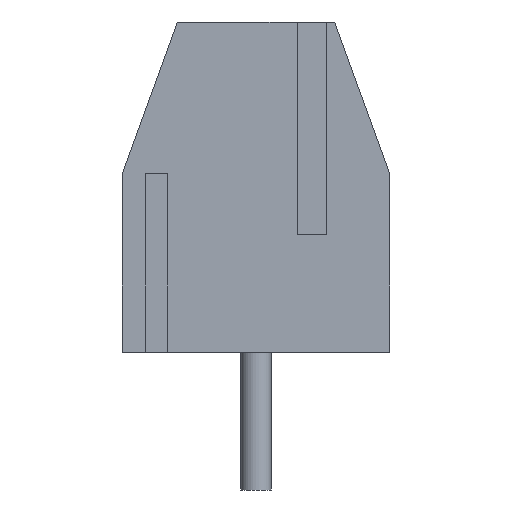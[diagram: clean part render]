
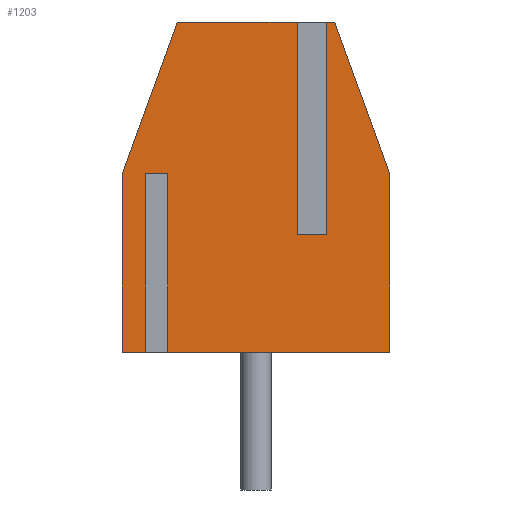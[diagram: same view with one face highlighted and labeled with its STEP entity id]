
A CAD part, left-side view. The second image highlights one B-rep face of the part: STEP entity #1203.
In plain terms, the highlighted planar face has unit normal (-1, 0, 0).
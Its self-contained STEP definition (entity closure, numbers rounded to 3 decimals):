
#1147=AXIS2_PLACEMENT_3D('Plane Axis2P3D',#1144,#1145,#1146) ;
#200=CARTESIAN_POINT('Vertex',(0.45,6.8,3.5)) ;
#247=CARTESIAN_POINT('Vertex',(0.45,0.,3.5)) ;
#250=CARTESIAN_POINT('Line Origine',(0.45,2.825,3.5)) ;
#254=CARTESIAN_POINT('Vertex',(0.45,5.65,3.5)) ;
#303=CARTESIAN_POINT('Vertex',(0.45,6.2,3.5)) ;
#306=CARTESIAN_POINT('Line Origine',(0.45,6.5,3.5)) ;
#433=CARTESIAN_POINT('Line Origine',(0.45,6.8,5.775)) ;
#437=CARTESIAN_POINT('Vertex',(0.45,6.8,8.05)) ;
#458=CARTESIAN_POINT('Line Origine',(0.45,6.1,9.975)) ;
#462=CARTESIAN_POINT('Vertex',(0.45,5.4,11.9)) ;
#483=CARTESIAN_POINT('Line Origine',(0.45,3.825,11.9)) ;
#487=CARTESIAN_POINT('Vertex',(0.45,2.25,11.9)) ;
#536=CARTESIAN_POINT('Vertex',(0.45,1.7,11.9)) ;
#539=CARTESIAN_POINT('Line Origine',(0.45,1.55,11.9)) ;
#543=CARTESIAN_POINT('Vertex',(0.45,1.4,11.9)) ;
#835=CARTESIAN_POINT('Line Origine',(0.45,0.7,9.975)) ;
#839=CARTESIAN_POINT('Vertex',(0.45,0.,8.05)) ;
#860=CARTESIAN_POINT('Line Origine',(0.45,0.,5.775)) ;
#1144=CARTESIAN_POINT('Axis2P3D Location',(0.45,0.,0.)) ;
#1149=CARTESIAN_POINT('Line Origine',(0.45,1.7,9.2)) ;
#1153=CARTESIAN_POINT('Vertex',(0.45,1.7,6.5)) ;
#1156=CARTESIAN_POINT('Line Origine',(0.45,1.975,6.5)) ;
#1160=CARTESIAN_POINT('Vertex',(0.45,2.25,6.5)) ;
#1163=CARTESIAN_POINT('Line Origine',(0.45,2.25,9.2)) ;
#1168=CARTESIAN_POINT('Line Origine',(0.45,6.2,5.775)) ;
#1172=CARTESIAN_POINT('Vertex',(0.45,6.2,8.05)) ;
#1175=CARTESIAN_POINT('Line Origine',(0.45,5.925,8.05)) ;
#1179=CARTESIAN_POINT('Vertex',(0.45,5.65,8.05)) ;
#1182=CARTESIAN_POINT('Line Origine',(0.45,5.65,5.775)) ;
#251=DIRECTION('Vector Direction',(0.,1.,0.)) ;
#307=DIRECTION('Vector Direction',(0.,1.,0.)) ;
#434=DIRECTION('Vector Direction',(0.,0.,1.)) ;
#459=DIRECTION('Vector Direction',(0.,-0.342,0.94)) ;
#484=DIRECTION('Vector Direction',(0.,-1.,0.)) ;
#540=DIRECTION('Vector Direction',(0.,-1.,0.)) ;
#836=DIRECTION('Vector Direction',(0.,-0.342,-0.94)) ;
#861=DIRECTION('Vector Direction',(0.,0.,-1.)) ;
#1145=DIRECTION('Axis2P3D Direction',(-1.,0.,0.)) ;
#1146=DIRECTION('Axis2P3D XDirection',(0.,0.,1.)) ;
#1150=DIRECTION('Vector Direction',(0.,0.,1.)) ;
#1157=DIRECTION('Vector Direction',(0.,1.,0.)) ;
#1164=DIRECTION('Vector Direction',(0.,0.,1.)) ;
#1169=DIRECTION('Vector Direction',(0.,0.,1.)) ;
#1176=DIRECTION('Vector Direction',(0.,1.,0.)) ;
#1183=DIRECTION('Vector Direction',(0.,0.,1.)) ;
#252=VECTOR('Line Direction',#251,1.) ;
#308=VECTOR('Line Direction',#307,1.) ;
#435=VECTOR('Line Direction',#434,1.) ;
#460=VECTOR('Line Direction',#459,1.) ;
#485=VECTOR('Line Direction',#484,1.) ;
#541=VECTOR('Line Direction',#540,1.) ;
#837=VECTOR('Line Direction',#836,1.) ;
#862=VECTOR('Line Direction',#861,1.) ;
#1151=VECTOR('Line Direction',#1150,1.) ;
#1158=VECTOR('Line Direction',#1157,1.) ;
#1165=VECTOR('Line Direction',#1164,1.) ;
#1170=VECTOR('Line Direction',#1169,1.) ;
#1177=VECTOR('Line Direction',#1176,1.) ;
#1184=VECTOR('Line Direction',#1183,1.) ;
#1188=ORIENTED_EDGE('',*,*,#256,.T.) ;
#1189=ORIENTED_EDGE('',*,*,#864,.T.) ;
#1190=ORIENTED_EDGE('',*,*,#841,.T.) ;
#1191=ORIENTED_EDGE('',*,*,#545,.T.) ;
#1192=ORIENTED_EDGE('',*,*,#1155,.F.) ;
#1193=ORIENTED_EDGE('',*,*,#1162,.T.) ;
#1194=ORIENTED_EDGE('',*,*,#1167,.T.) ;
#1195=ORIENTED_EDGE('',*,*,#489,.T.) ;
#1196=ORIENTED_EDGE('',*,*,#464,.T.) ;
#1197=ORIENTED_EDGE('',*,*,#439,.T.) ;
#1198=ORIENTED_EDGE('',*,*,#310,.T.) ;
#1199=ORIENTED_EDGE('',*,*,#1174,.T.) ;
#1200=ORIENTED_EDGE('',*,*,#1181,.T.) ;
#1201=ORIENTED_EDGE('',*,*,#1186,.F.) ;
#1203=ADVANCED_FACE('HOUSING',(#1202),#1148,.T.) ;
#256=EDGE_CURVE('',#255,#248,#253,.F.) ;
#310=EDGE_CURVE('',#201,#304,#309,.F.) ;
#439=EDGE_CURVE('',#438,#201,#436,.F.) ;
#464=EDGE_CURVE('',#463,#438,#461,.F.) ;
#489=EDGE_CURVE('',#488,#463,#486,.F.) ;
#545=EDGE_CURVE('',#544,#537,#542,.F.) ;
#841=EDGE_CURVE('',#840,#544,#838,.F.) ;
#864=EDGE_CURVE('',#248,#840,#863,.F.) ;
#1155=EDGE_CURVE('',#1154,#537,#1152,.T.) ;
#1162=EDGE_CURVE('',#1154,#1161,#1159,.T.) ;
#1167=EDGE_CURVE('',#1161,#488,#1166,.T.) ;
#1174=EDGE_CURVE('',#304,#1173,#1171,.T.) ;
#1181=EDGE_CURVE('',#1173,#1180,#1178,.F.) ;
#1186=EDGE_CURVE('',#255,#1180,#1185,.T.) ;
#1187=EDGE_LOOP('',(#1188,#1189,#1190,#1191,#1192,#1193,#1194,#1195,#1196,#1197,#1198,#1199,#1200,#1201)) ;
#1202=FACE_OUTER_BOUND('',#1187,.T.) ;
#253=LINE('Line',#250,#252) ;
#309=LINE('Line',#306,#308) ;
#436=LINE('Line',#433,#435) ;
#461=LINE('Line',#458,#460) ;
#486=LINE('Line',#483,#485) ;
#542=LINE('Line',#539,#541) ;
#838=LINE('Line',#835,#837) ;
#863=LINE('Line',#860,#862) ;
#1152=LINE('Line',#1149,#1151) ;
#1159=LINE('Line',#1156,#1158) ;
#1166=LINE('Line',#1163,#1165) ;
#1171=LINE('Line',#1168,#1170) ;
#1178=LINE('Line',#1175,#1177) ;
#1185=LINE('Line',#1182,#1184) ;
#1148=PLANE('',#1147) ;
#201=VERTEX_POINT('',#200) ;
#248=VERTEX_POINT('',#247) ;
#255=VERTEX_POINT('',#254) ;
#304=VERTEX_POINT('',#303) ;
#438=VERTEX_POINT('',#437) ;
#463=VERTEX_POINT('',#462) ;
#488=VERTEX_POINT('',#487) ;
#537=VERTEX_POINT('',#536) ;
#544=VERTEX_POINT('',#543) ;
#840=VERTEX_POINT('',#839) ;
#1154=VERTEX_POINT('',#1153) ;
#1161=VERTEX_POINT('',#1160) ;
#1173=VERTEX_POINT('',#1172) ;
#1180=VERTEX_POINT('',#1179) ;
